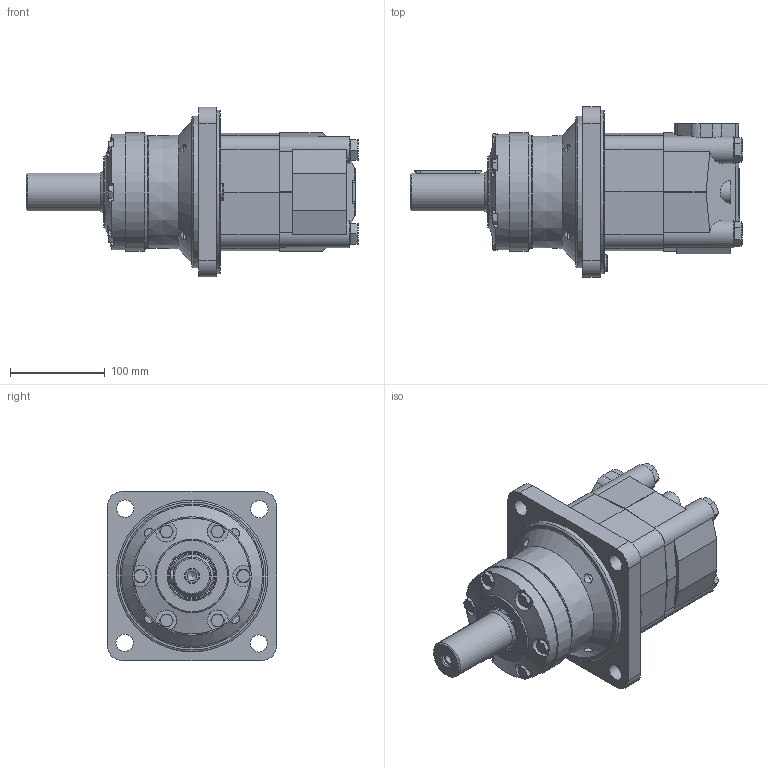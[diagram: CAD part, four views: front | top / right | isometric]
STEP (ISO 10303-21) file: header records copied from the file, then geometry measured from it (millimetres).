
FILE_DESCRIPTION(/* description */ ('STEP AP214'),/* implementation_level */ '2;1');
FILE_NAME(/* name */ 'MTW500CUP',/* time_stamp */ '2023-02-07T14:45:39+01:00',/* author */ ('License CC BY-ND 4.0'),/* organization */ ('CADENAS'),/* preprocessor_version */ 'ST-DEVELOPER v18.102',/* originating_system */ 'PARTsolutions',/* authorisation */ ' ');
FILE_SCHEMA (('AUTOMOTIVE_DESIGN {1 0 10303 214 3 1 1}'));
Length unit declared in the file: millimetre
Products named in the file (6): MTW500CUP; Hexagon bolt DIN 931-1 M14x1000; MTP; MT500D; MT-CSH; MTWFL
Assembly tree (8 placements, depth 2):
  MTW500CUP
    Hexagon bolt DIN 931-1 M14x1000  x4
    MTP
    MT500D
    MT-CSH
    MTWFL
Bounding box: 349.6 x 179.01 x 179.01 mm (x, y, z)
Volume: 3913321.5 mm3; surface area: 343312.2 mm2
Topology: 8 solids, 8 shells, 557 faces, 1286 edges, 810 vertices
Faces by surface type: plane 294, cylinder 148, cone 103, torus 12
Full cylindrical faces by diameter (mm): 2.4 x4, 6 x1, 7 x2, 8 x1, 8.376 x4, 10.106 x1, 11.835 x4, 12 x4, 13 x6, 14 x7, 14.2 x4, 14.3 x4, 14.8 x2, 15 x12, 16.4 x4, 18 x1, 18.02 x1, 18.2 x3, 24.117 x2, 28.7 x2, 40 x1, 45 x2, 75 x1, 103 x2, 108 x1, 109 x1, 122 x1, 125 x1, 160 x1, 172 x1
Entity records: 13858 total; most frequent: CARTESIAN_POINT 2800, DIRECTION 2299, ORIENTED_EDGE 2028, EDGE_CURVE 1014, AXIS2_PLACEMENT_3D 913, FACE_BOUND 720, VERTEX_POINT 718, EDGE_LOOP 708
